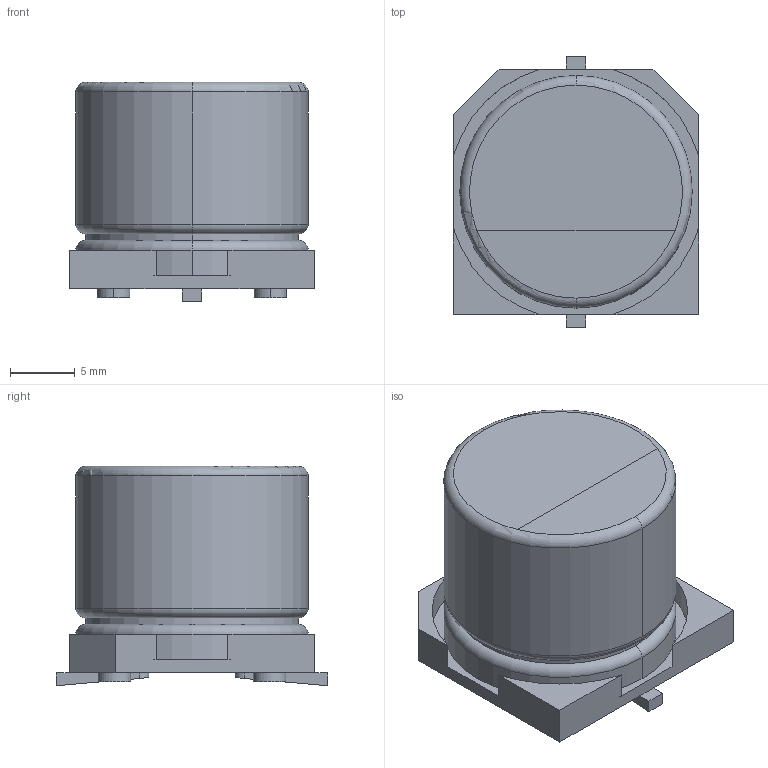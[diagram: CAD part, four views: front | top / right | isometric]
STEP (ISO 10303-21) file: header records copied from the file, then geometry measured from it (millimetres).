
FILE_DESCRIPTION(('FreeCAD Model'),'2;1');
FILE_NAME('eevtg18mm.step', '2017-02-27T10:58:07',('kicad StepUp'),('ksu MCAD'), 'Open CASCADE STEP processor 6.8','FreeCAD','Unknown');
FILE_SCHEMA(('AUTOMOTIVE_DESIGN_CC2 { 1 2 10303 214 -1 1 5 4 }'));
Length unit declared in the file: millimetre
Products named in the file (1): eevtg18mm
Bounding box: 19 x 21 x 17 mm (x, y, z)
Volume: 4246.7 mm3; surface area: 1870.5 mm2
Topology: 1 solids, 1 shells, 56 faces, 133 edges, 84 vertices
Faces by surface type: plane 28, cylinder 22, torus 6
Entity records: 2020 total; most frequent: DIRECTION 293, CARTESIAN_POINT 286, ORIENTED_EDGE 266, EDGE_CURVE 133, AXIS2_PLACEMENT_3D 107, VERTEX_POINT 84, LINE 79, VECTOR 79
